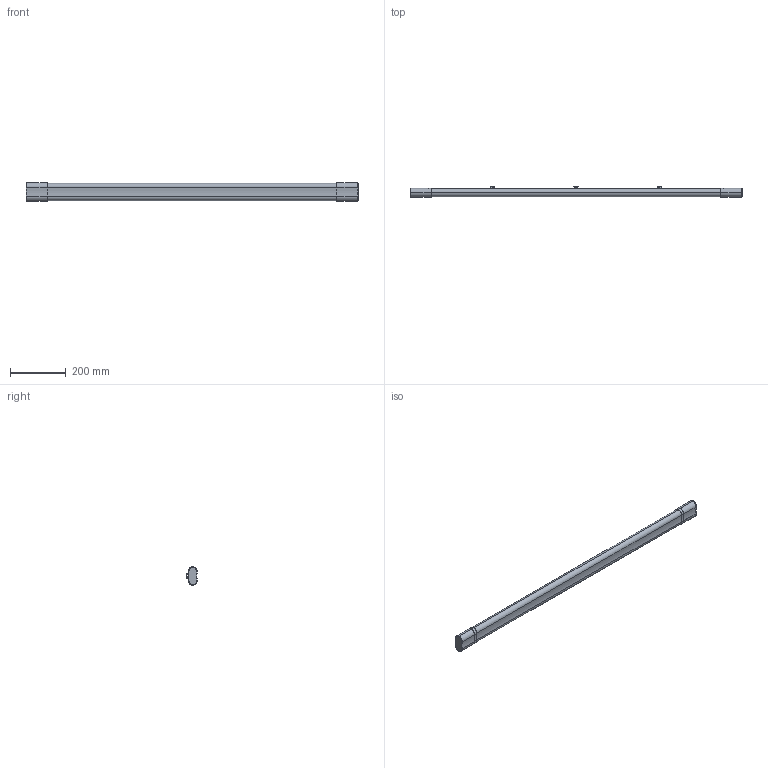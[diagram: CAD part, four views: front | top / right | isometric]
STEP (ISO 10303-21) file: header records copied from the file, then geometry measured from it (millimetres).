
FILE_DESCRIPTION (( 'STEP AP214' ), '1' );
FILE_NAME ('LDBO0-6004-36-6500-K01_Ñâåòèëüíèê LED ÄÁÎ 6004 36Âò 6500Ê IP40 1200ìì îïàë. IEK.STEP', '2019-03-22T12:40:20', ( '' ), ( '' ), 'SwSTEP 2.0', 'SolidWorks 2017', '' );
FILE_SCHEMA (( 'AUTOMOTIVE_DESIGN' ));
Length unit declared in the file: millimetre
Products named in the file (1): LDBO0-6004-36-6500-K01_Ñâåòèëüíèê LED ÄÁÎ 6004 36Âò 6500Ê IP40 1200ìì îïàë. IEK
Bounding box: 1195 x 37.13 x 65.5 mm (x, y, z)
Volume: 1714042.1 mm3; surface area: 245316.5 mm2
Topology: 4 solids, 4 shells, 501 faces, 1331 edges, 850 vertices
Faces by surface type: cylinder 208, plane 157, bspline 72, torus 64
Entity records: 17946 total; most frequent: CARTESIAN_POINT 5773, ORIENTED_EDGE 2662, DIRECTION 2435, EDGE_CURVE 1331, AXIS2_PLACEMENT_3D 904, VERTEX_POINT 850, VECTOR 627, LINE 627
